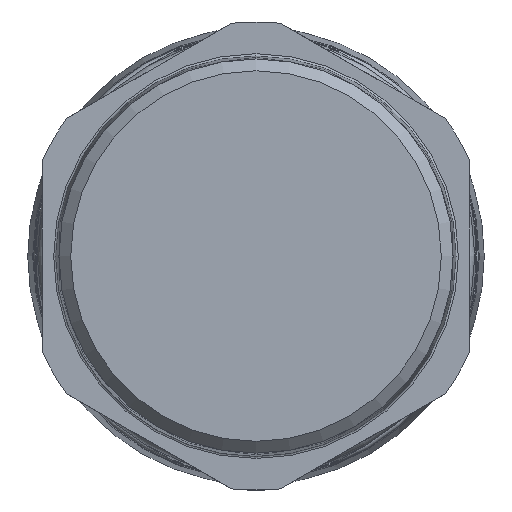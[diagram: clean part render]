
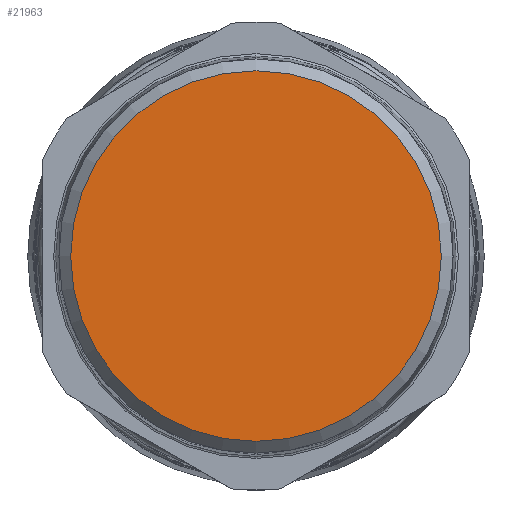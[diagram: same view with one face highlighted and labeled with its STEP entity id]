
A CAD part, left-side view. The second image highlights one B-rep face of the part: STEP entity #21963.
In plain terms, the highlighted planar face has unit normal (-1, 0, 0).
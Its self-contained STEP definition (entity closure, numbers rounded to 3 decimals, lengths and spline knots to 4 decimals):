
#1696=CIRCLE('',#23850,1.6204);
#1697=CIRCLE('',#23851,1.6204);
#3063=FACE_OUTER_BOUND('',#4277,.T.);
#4277=EDGE_LOOP('',(#19078,#19079));
#9503=VERTEX_POINT('',#46180);
#9504=VERTEX_POINT('',#46181);
#12706=EDGE_CURVE('',#9503,#9504,#1696,.T.);
#12707=EDGE_CURVE('',#9504,#9503,#1697,.T.);
#19078=ORIENTED_EDGE('',*,*,#12706,.T.);
#19079=ORIENTED_EDGE('',*,*,#12707,.T.);
#19689=PLANE('',#23849);
#21963=ADVANCED_FACE('',(#3063),#19689,.T.);
#23849=AXIS2_PLACEMENT_3D('',#46179,#28564,#28565);
#23850=AXIS2_PLACEMENT_3D('',#46182,#28566,#28567);
#23851=AXIS2_PLACEMENT_3D('',#46183,#28568,#28569);
#28564=DIRECTION('center_axis',(-1.,0.,0.));
#28565=DIRECTION('ref_axis',(0.,0.,
-1.));
#28566=DIRECTION('center_axis',(-1.,0.,0.));
#28567=DIRECTION('ref_axis',(0.,0.,
1.));
#28568=DIRECTION('center_axis',(-1.,0.,0.));
#28569=DIRECTION('ref_axis',(0.,0.,
1.));
#46179=CARTESIAN_POINT('Origin',(-4.2408,0.,
1.7204));
#46180=CARTESIAN_POINT('',(-4.2408,0.,1.6204));
#46181=CARTESIAN_POINT('',(-4.2408,0.,-1.6204));
#46182=CARTESIAN_POINT('Origin',(-4.2408,0.,
0.));
#46183=CARTESIAN_POINT('Origin',(-4.2408,0.,
0.));
